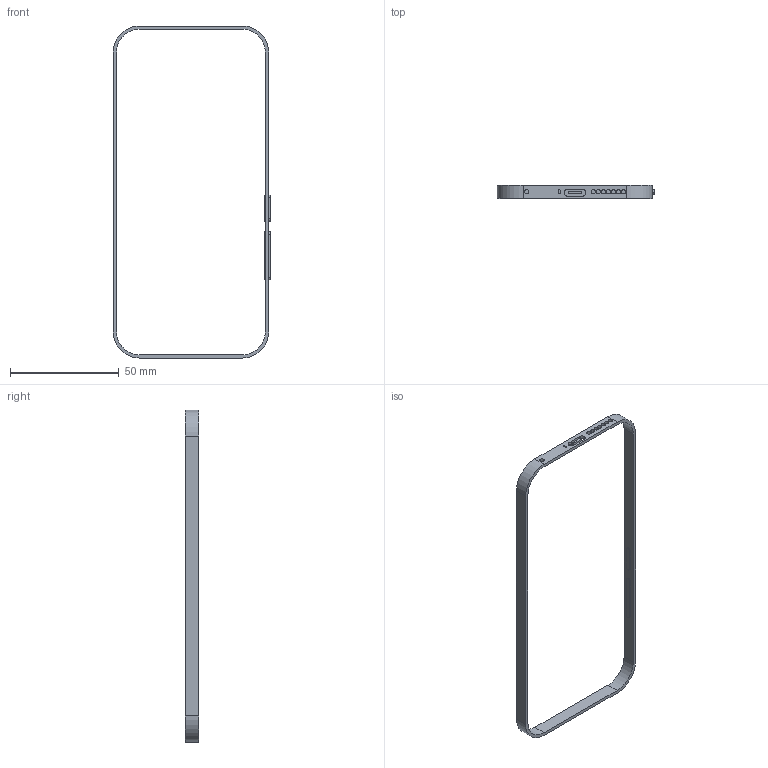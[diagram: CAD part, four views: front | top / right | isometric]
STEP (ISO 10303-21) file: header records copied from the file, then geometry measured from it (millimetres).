
FILE_DESCRIPTION (( 'STEP AP203' ), '1' );
FILE_NAME ('忒儂遺殤.STEP', '2025-01-15T06:54:36', ( '' ), ( '' ), 'SwSTEP 2.0', 'SolidWorks 2024', '' );
FILE_SCHEMA (( 'CONFIG_CONTROL_DESIGN' ));
Length unit declared in the file: millimetre
Products named in the file (1): 手机框架
Bounding box: 72.5 x 6 x 152.8 mm (x, y, z)
Volume: 3836 mm3; surface area: 6498.7 mm2
Topology: 2 solids, 2 shells, 74 faces, 198 edges, 132 vertices
Faces by surface type: cylinder 44, plane 30
Entity records: 2469 total; most frequent: DIRECTION 436, CARTESIAN_POINT 405, ORIENTED_EDGE 396, EDGE_CURVE 198, AXIS2_PLACEMENT_3D 163, VERTEX_POINT 132, VECTOR 110, LINE 110
